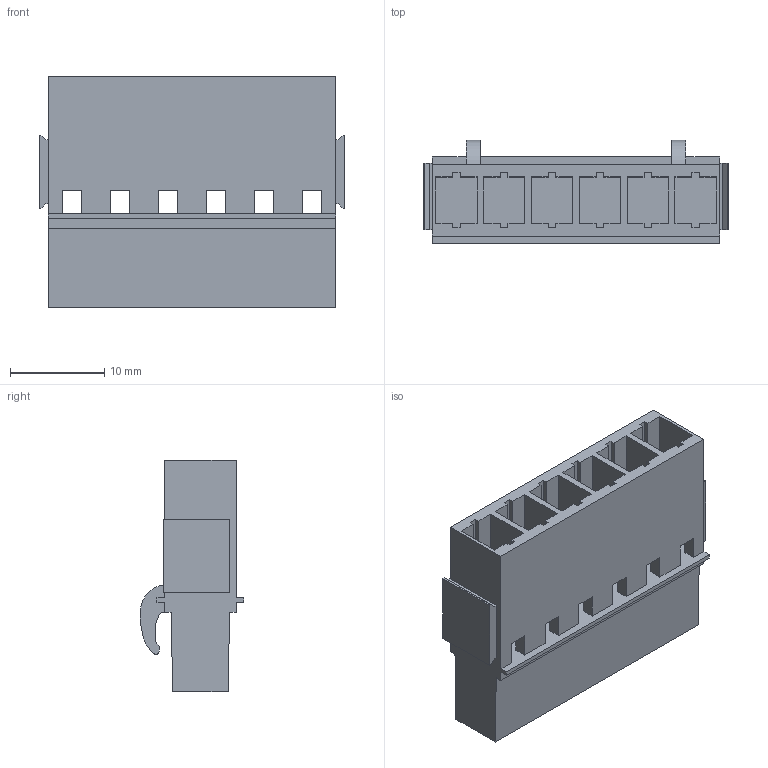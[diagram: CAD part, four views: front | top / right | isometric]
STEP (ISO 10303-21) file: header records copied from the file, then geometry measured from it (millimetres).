
FILE_DESCRIPTION(('CATIA V5 STEP Exchange','CAx-IF Rec.Pracs.--- Model Styling and Organization---1.4--- 2014-01-23'),'2;1');
FILE_NAME ('D1489857_0_1712150000_1712150000.stp','2021-06-16T11:47:24+00:00',('none'),('Weidmueller'),'CATIA Version 5-6 Release 2016 SP3 HF44','CATIA V5 STEP AP214','none');
FILE_SCHEMA(('AUTOMOTIVE_DESIGN { 1 0 10303 214 1 1 1 1 }'));
Length unit declared in the file: millimetre
Products named in the file (1): 1712150000
Bounding box: 32.48 x 11 x 24.55 mm (x, y, z)
Volume: 3260.2 mm3; surface area: 4485 mm2
Topology: 1 solids, 1 shells, 217 faces, 654 edges, 430 vertices
Faces by surface type: plane 175, cylinder 30, cone 12
Entity records: 7181 total; most frequent: CARTESIAN_POINT 1449, ORIENTED_EDGE 1308, DIRECTION 873, EDGE_CURVE 654, VECTOR 582, LINE 582, VERTEX_POINT 430, EDGE_LOOP 232
